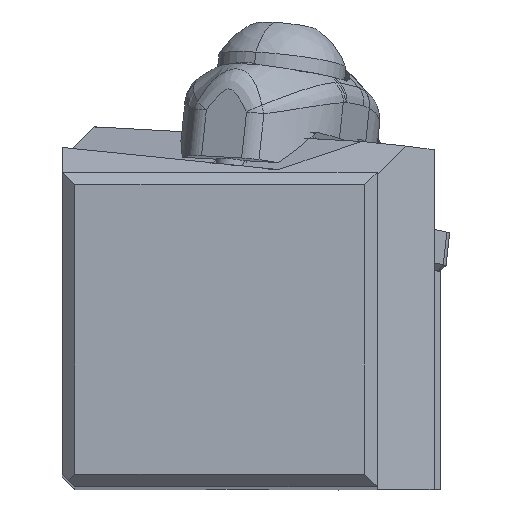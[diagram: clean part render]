
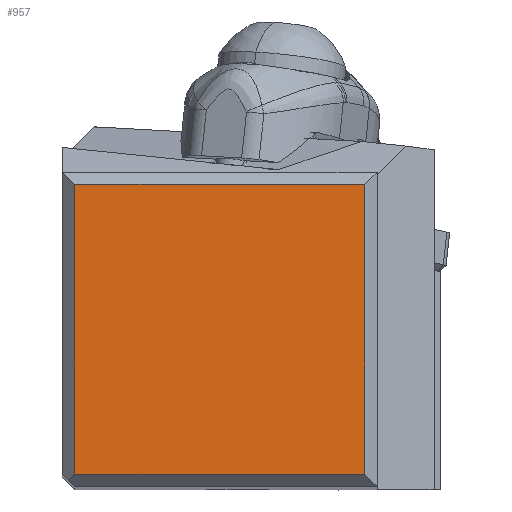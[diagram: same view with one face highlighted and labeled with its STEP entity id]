
A CAD part, top view. The second image highlights one B-rep face of the part: STEP entity #957.
In plain terms, the highlighted planar face has unit normal (0, 0, 1).
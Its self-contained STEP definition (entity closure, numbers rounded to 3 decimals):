
#714=FACE_OUTER_BOUND('',#1324,.T.);
#957=ADVANCED_FACE('',(#714),#1200,.T.);
#1200=PLANE('',#4688);
#1324=EDGE_LOOP('',(#1752,#1753,#1754,#1755));
#1752=ORIENTED_EDGE('',*,*,#3360,.F.);
#1753=ORIENTED_EDGE('',*,*,#3447,.T.);
#1754=ORIENTED_EDGE('',*,*,#3445,.T.);
#1755=ORIENTED_EDGE('',*,*,#3443,.T.);
#2918=VERTEX_POINT('',#6319);
#2919=VERTEX_POINT('',#6321);
#2972=VERTEX_POINT('',#6494);
#2973=VERTEX_POINT('',#6498);
#3360=EDGE_CURVE('',#2918,#2919,#4033,.T.);
#3443=EDGE_CURVE('',#2972,#2919,#4092,.T.);
#3445=EDGE_CURVE('',#2973,#2972,#4094,.T.);
#3447=EDGE_CURVE('',#2918,#2973,#4096,.T.);
#4033=LINE('',#6320,#4266);
#4092=LINE('',#6493,#4325);
#4094=LINE('',#6497,#4327);
#4096=LINE('',#6501,#4329);
#4266=VECTOR('',#5148,1.);
#4325=VECTOR('',#5313,1.);
#4327=VECTOR('',#5317,1.);
#4329=VECTOR('',#5321,1.);
#4688=AXIS2_PLACEMENT_3D('',#6503,#5324,#5325);
#5148=DIRECTION('',(0.,1.,0.));
#5313=DIRECTION('',(-1.,0.,0.));
#5317=DIRECTION('',(0.,1.,0.));
#5321=DIRECTION('',(1.,0.,0.));
#5324=DIRECTION('',(0.,0.,1.));
#5325=DIRECTION('',(-1.,0.,0.));
#6319=CARTESIAN_POINT('',(1.,1.,0.));
#6320=CARTESIAN_POINT('',(1.,1.,0.));
#6321=CARTESIAN_POINT('',(1.,24.4,0.));
#6493=CARTESIAN_POINT('',(24.4,24.4,0.));
#6494=CARTESIAN_POINT('',(24.4,24.4,0.));
#6497=CARTESIAN_POINT('',(24.4,1.,0.));
#6498=CARTESIAN_POINT('',(24.4,1.,0.));
#6501=CARTESIAN_POINT('',(1.,1.,0.));
#6503=CARTESIAN_POINT('',(12.7,12.7,0.));
